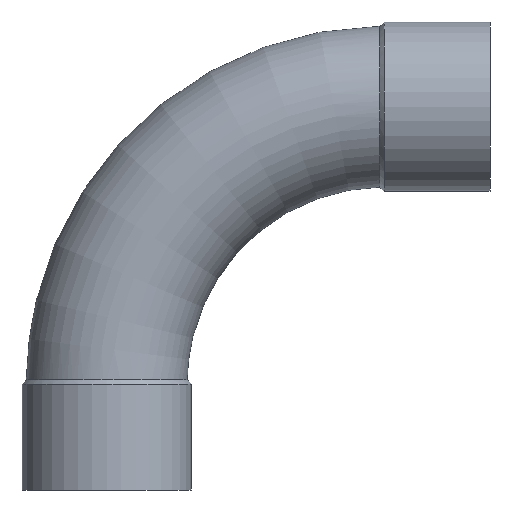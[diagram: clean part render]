
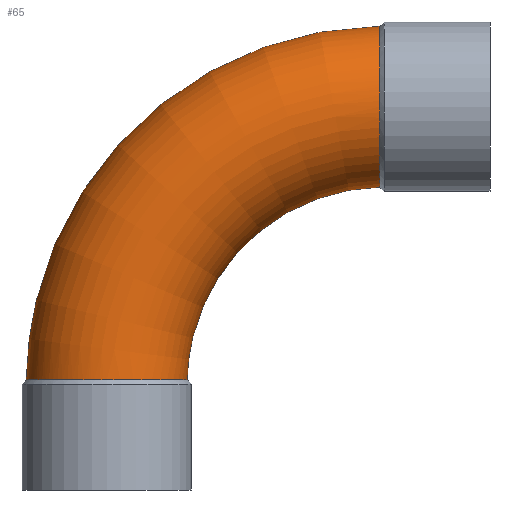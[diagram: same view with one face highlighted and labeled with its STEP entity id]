
A CAD part, front view. The second image highlights one B-rep face of the part: STEP entity #65.
In plain terms, the highlighted toroidal (fillet/blend) face has major radius 65.5 mm and minor radius 19 mm.
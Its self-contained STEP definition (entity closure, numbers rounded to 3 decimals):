
#65=ADVANCED_FACE('',(#82,#83),#79,.T.);
#79=TOROIDAL_SURFACE('',#212,65.5,19.);
#82=FACE_BOUND('',#106,.T.);
#83=FACE_BOUND('',#107,.T.);
#106=EDGE_LOOP('',(#132,#133));
#107=EDGE_LOOP('',(#134,#135));
#132=ORIENTED_EDGE('',*,*,#184,.T.);
#133=ORIENTED_EDGE('',*,*,#185,.T.);
#134=ORIENTED_EDGE('',*,*,#186,.T.);
#135=ORIENTED_EDGE('',*,*,#187,.T.);
#168=VERTEX_POINT('',#587);
#169=VERTEX_POINT('',#588);
#170=VERTEX_POINT('',#617);
#171=VERTEX_POINT('',#618);
#184=EDGE_CURVE('',#168,#169,#202,.T.);
#185=EDGE_CURVE('',#169,#168,#203,.T.);
#186=EDGE_CURVE('',#170,#171,#204,.T.);
#187=EDGE_CURVE('',#171,#170,#205,.T.);
#202=B_SPLINE_CURVE_WITH_KNOTS('',3,(#573,#574,#575,#576,#577,#578,#579,
#580,#581,#582,#583,#584,#585,#586),.UNSPECIFIED.,.F.,.F.,(4,2,2,2,2,2,
4),(0.,0.25,0.375,0.5,0.625,0.75,1.),.UNSPECIFIED.);
#203=B_SPLINE_CURVE_WITH_KNOTS('',3,(#589,#590,#591,#592,#593,#594,#595,
#596,#597,#598,#599,#600),.UNSPECIFIED.,.F.,.F.,(4,2,2,2,2,4),(0.,0.125,
0.25,0.5,0.75,1.),.UNSPECIFIED.);
#204=B_SPLINE_CURVE_WITH_KNOTS('',3,(#601,#602,#603,#604,#605,#606,#607,
#608,#609,#610,#611,#612,#613,#614,#615,#616),.UNSPECIFIED.,.F.,.F.,(4,
2,2,2,2,2,2,4),(0.,0.125,0.25,0.375,0.5,
0.75,0.875,1.),.UNSPECIFIED.);
#205=B_SPLINE_CURVE_WITH_KNOTS('',3,(#619,#620,#621,#622,#623,#624,#625,
#626,#627,#628,#629,#630,#631,#632,#633,#634),.UNSPECIFIED.,.F.,.F.,(4,
2,2,2,2,2,2,4),(0.,0.125,0.25,0.375,0.5,0.75,0.875,1.),.UNSPECIFIED.);
#212=AXIS2_PLACEMENT_3D('',#635,#235,#236);
#235=DIRECTION('',(0.,-1.,0.));
#236=DIRECTION('',(0.,0.,-1.));
#573=CARTESIAN_POINT('',(399.5,-19.,87.496));
#574=CARTESIAN_POINT('',(399.5,-18.999,92.456));
#575=CARTESIAN_POINT('',(399.5,-16.943,97.418));
#576=CARTESIAN_POINT('',(399.5,-11.687,102.678));
#577=CARTESIAN_POINT('',(399.5,-9.577,104.092));
#578=CARTESIAN_POINT('',(399.5,-4.977,105.999));
#579=CARTESIAN_POINT('',(399.5,-2.51,106.494));
#580=CARTESIAN_POINT('',(399.5,2.507,106.494));
#581=CARTESIAN_POINT('',(399.5,4.973,106.));
#582=CARTESIAN_POINT('',(399.5,9.579,104.091));
#583=CARTESIAN_POINT('',(399.5,11.685,102.68));
#584=CARTESIAN_POINT('',(399.5,16.946,97.416));
#585=CARTESIAN_POINT('',(399.5,18.999,92.453));
#586=CARTESIAN_POINT('',(399.5,19.,87.496));
#587=CARTESIAN_POINT('',(399.5,-19.,87.496));
#588=CARTESIAN_POINT('',(399.5,19.,87.496));
#589=CARTESIAN_POINT('',(399.5,19.,87.496));
#590=CARTESIAN_POINT('',(399.501,19.001,84.988));
#591=CARTESIAN_POINT('',(399.502,18.507,82.523));
#592=CARTESIAN_POINT('',(399.504,16.6,77.917));
#593=CARTESIAN_POINT('',(399.506,15.189,75.81));
#594=CARTESIAN_POINT('',(399.509,9.929,70.549));
#595=CARTESIAN_POINT('',(399.511,4.968,68.493));
#596=CARTESIAN_POINT('',(399.511,-4.943,68.486));
#597=CARTESIAN_POINT('',(399.509,-9.906,70.524));
#598=CARTESIAN_POINT('',(399.505,-16.972,77.595));
#599=CARTESIAN_POINT('',(399.502,-19.001,82.53));
#600=CARTESIAN_POINT('',(399.5,-19.,87.496));
#601=CARTESIAN_POINT('',(335.004,-19.,23.));
#602=CARTESIAN_POINT('',(337.484,-19.,22.999));
#603=CARTESIAN_POINT('',(339.973,-18.508,22.998));
#604=CARTESIAN_POINT('',(344.577,-16.603,22.996));
#605=CARTESIAN_POINT('',(346.67,-15.21,22.994));
#606=CARTESIAN_POINT('',(350.221,-11.659,22.992));
#607=CARTESIAN_POINT('',(351.614,-9.567,22.991));
#608=CARTESIAN_POINT('',(353.52,-4.962,22.99));
#609=CARTESIAN_POINT('',(354.011,-2.473,22.989));
#610=CARTESIAN_POINT('',(354.009,4.967,22.989));
#611=CARTESIAN_POINT('',(351.951,9.93,22.991));
#612=CARTESIAN_POINT('',(346.691,15.188,22.994));
#613=CARTESIAN_POINT('',(344.581,16.6,22.996));
#614=CARTESIAN_POINT('',(339.98,18.506,22.998));
#615=CARTESIAN_POINT('',(337.513,19.001,22.999));
#616=CARTESIAN_POINT('',(335.004,19.,23.));
#617=CARTESIAN_POINT('',(335.004,-19.,23.));
#618=CARTESIAN_POINT('',(335.004,19.,23.));
#619=CARTESIAN_POINT('',(335.004,19.,23.));
#620=CARTESIAN_POINT('',(332.527,19.,23.));
#621=CARTESIAN_POINT('',(330.037,18.506,23.));
#622=CARTESIAN_POINT('',(325.441,16.604,23.));
#623=CARTESIAN_POINT('',(323.346,15.209,23.));
#624=CARTESIAN_POINT('',(319.803,11.667,23.));
#625=CARTESIAN_POINT('',(318.408,9.576,23.));
#626=CARTESIAN_POINT('',(316.499,4.97,23.));
#627=CARTESIAN_POINT('',(316.007,2.487,23.));
#628=CARTESIAN_POINT('',(316.004,-4.953,23.));
#629=CARTESIAN_POINT('',(318.024,-9.888,23.));
#630=CARTESIAN_POINT('',(323.347,-15.211,23.));
#631=CARTESIAN_POINT('',(325.438,-16.602,23.));
#632=CARTESIAN_POINT('',(330.039,-18.507,23.));
#633=CARTESIAN_POINT('',(332.526,-19.,23.));
#634=CARTESIAN_POINT('',(335.004,-19.,23.));
#635=CARTESIAN_POINT('',(400.5,0.,22.));
